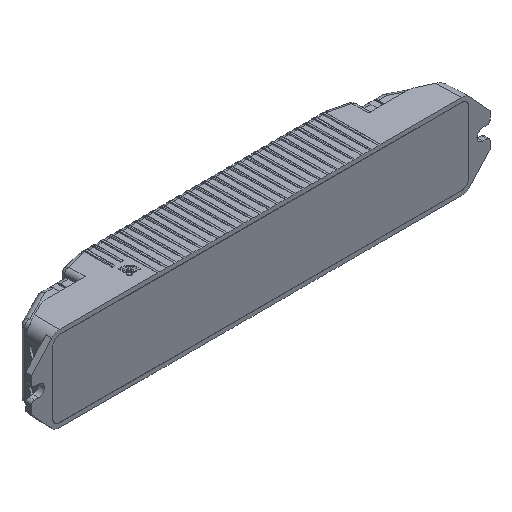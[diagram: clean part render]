
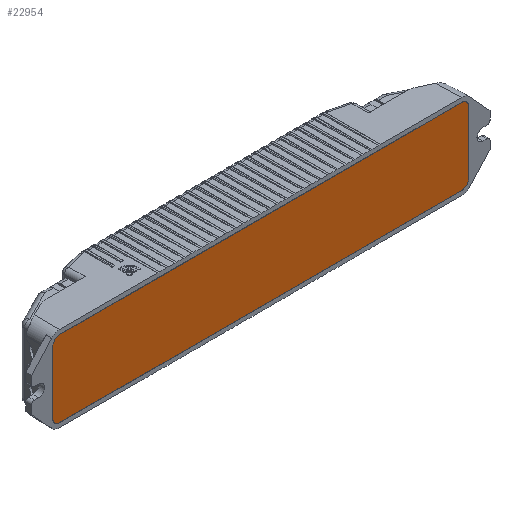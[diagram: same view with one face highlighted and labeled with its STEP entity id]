
A CAD part, isometric view. The second image highlights one B-rep face of the part: STEP entity #22954.
In plain terms, the highlighted planar face has unit normal (0, -1, 0).
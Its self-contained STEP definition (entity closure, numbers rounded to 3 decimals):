
#10194 = CARTESIAN_POINT ( 'NONE',  ( 73.45, 0., 13.45 ) ) ;
#10196 = LINE ( 'NONE', #10194, #11222 ) ;
#10197 = CARTESIAN_POINT ( 'NONE',  ( -73.45, 0., 10.95 ) ) ;
#11172 = DIRECTION ( 'NONE',  ( 0., 0., -1. ) ) ;
#11185 = CARTESIAN_POINT ( 'NONE',  ( 73.45, 0., 10.95 ) ) ;
#11196 = CARTESIAN_POINT ( 'NONE',  ( 73.45, 0., -10.95 ) ) ;
#11222 = VECTOR ( 'NONE', #11172, 1000. ) ;
#11281 =( BOUNDED_CURVE ( )  B_SPLINE_CURVE ( 3, ( #11382, #11380, #11378, #11376 ),
 .UNSPECIFIED., .F., .T. ) 
 B_SPLINE_CURVE_WITH_KNOTS ( ( 4, 4 ),
 ( 5.498, 7.068 ),
 .UNSPECIFIED. ) 
 CURVE ( )  GEOMETRIC_REPRESENTATION_ITEM ( )  RATIONAL_B_SPLINE_CURVE ( ( 1., 0.805, 0.805, 1. ) ) 
 REPRESENTATION_ITEM ( '' )  );
#11292 = CARTESIAN_POINT ( 'NONE',  ( -73.45, 0., -10.95 ) ) ;
#11299 = DIRECTION ( 'NONE',  ( 0., -1., 0. ) ) ;
#11301 = CARTESIAN_POINT ( 'NONE',  ( 0., 0., 0. ) ) ;
#11309 = CARTESIAN_POINT ( 'NONE',  ( 70.95, 0., 13.45 ) ) ;
#11310 = CARTESIAN_POINT ( 'NONE',  ( 72.415, 0., 13.45 ) ) ;
#11312 = CARTESIAN_POINT ( 'NONE',  ( 73.45, 0., 12.415 ) ) ;
#11314 = CARTESIAN_POINT ( 'NONE',  ( 73.45, 0., 10.95 ) ) ;
#11321 = AXIS2_PLACEMENT_3D ( 'NONE', #11301, #11299, #11395 ) ;
#11323 =( BOUNDED_CURVE ( )  B_SPLINE_CURVE ( 3, ( #11314, #11312, #11310, #11309 ),
 .UNSPECIFIED., .F., .T. ) 
 B_SPLINE_CURVE_WITH_KNOTS ( ( 4, 4 ),
 ( 5.498, 7.068 ),
 .UNSPECIFIED. ) 
 CURVE ( )  GEOMETRIC_REPRESENTATION_ITEM ( )  RATIONAL_B_SPLINE_CURVE ( ( 1., 0.805, 0.805, 1. ) ) 
 REPRESENTATION_ITEM ( '' )  );
#11327 = PLANE ( 'NONE',  #11321 ) ;
#11336 = FACE_OUTER_BOUND ( 'NONE', #22953, .T. ) ;
#11353 = CARTESIAN_POINT ( 'NONE',  ( -70.95, 0., -13.45 ) ) ;
#11355 = CARTESIAN_POINT ( 'NONE',  ( -72.415, 0., -13.45 ) ) ;
#11356 = CARTESIAN_POINT ( 'NONE',  ( -73.45, 0., -12.415 ) ) ;
#11358 = CARTESIAN_POINT ( 'NONE',  ( -73.45, 0., -10.95 ) ) ;
#11368 =( BOUNDED_CURVE ( )  B_SPLINE_CURVE ( 3, ( #11358, #11356, #11355, #11353 ),
 .UNSPECIFIED., .F., .T. ) 
 B_SPLINE_CURVE_WITH_KNOTS ( ( 4, 4 ),
 ( 5.498, 7.068 ),
 .UNSPECIFIED. ) 
 CURVE ( )  GEOMETRIC_REPRESENTATION_ITEM ( )  RATIONAL_B_SPLINE_CURVE ( ( 1., 0.805, 0.805, 1. ) ) 
 REPRESENTATION_ITEM ( '' )  );
#11376 = CARTESIAN_POINT ( 'NONE',  ( -73.45, 0., 10.95 ) ) ;
#11378 = CARTESIAN_POINT ( 'NONE',  ( -73.45, 0., 12.415 ) ) ;
#11380 = CARTESIAN_POINT ( 'NONE',  ( -72.415, 0., 13.45 ) ) ;
#11382 = CARTESIAN_POINT ( 'NONE',  ( -70.95, 0., 13.45 ) ) ;
#11395 = DIRECTION ( 'NONE',  ( 0., 0., -1. ) ) ;
#11441 = CARTESIAN_POINT ( 'NONE',  ( 73.45, 0., -10.95 ) ) ;
#11443 = CARTESIAN_POINT ( 'NONE',  ( 73.45, 0., -12.415 ) ) ;
#11445 = CARTESIAN_POINT ( 'NONE',  ( 72.415, 0., -13.45 ) ) ;
#11447 = CARTESIAN_POINT ( 'NONE',  ( 70.95, 0., -13.45 ) ) ;
#11455 =( BOUNDED_CURVE ( )  B_SPLINE_CURVE ( 3, ( #11447, #11445, #11443, #11441 ),
 .UNSPECIFIED., .F., .T. ) 
 B_SPLINE_CURVE_WITH_KNOTS ( ( 4, 4 ),
 ( 5.498, 7.068 ),
 .UNSPECIFIED. ) 
 CURVE ( )  GEOMETRIC_REPRESENTATION_ITEM ( )  RATIONAL_B_SPLINE_CURVE ( ( 1., 0.805, 0.805, 1. ) ) 
 REPRESENTATION_ITEM ( '' )  );
#18273 = VERTEX_POINT ( 'NONE', #41336 ) ;
#18277 = EDGE_CURVE ( 'NONE', #18344, #18273, #41332, .T. ) ;
#18309 = EDGE_CURVE ( 'NONE', #18357, #18353, #41407, .T. ) ;
#18344 = VERTEX_POINT ( 'NONE', #41458 ) ;
#18353 = VERTEX_POINT ( 'NONE', #41487 ) ;
#18357 = VERTEX_POINT ( 'NONE', #41485 ) ;
#22901 = VERTEX_POINT ( 'NONE', #11196 ) ;
#22903 = VERTEX_POINT ( 'NONE', #11185 ) ;
#22905 = EDGE_CURVE ( 'NONE', #22903, #22901, #10196, .T. ) ;
#22912 = EDGE_CURVE ( 'NONE', #22920, #22914, #34225, .T. ) ;
#22914 = VERTEX_POINT ( 'NONE', #10197 ) ;
#22920 = VERTEX_POINT ( 'NONE', #11292 ) ;
#22942 = ORIENTED_EDGE ( 'NONE', *, *, #22962, .T. ) ;
#22951 = EDGE_CURVE ( 'NONE', #22903, #18273, #11323, .T. ) ;
#22953 = EDGE_LOOP ( 'NONE', ( #22956, #22958, #22961, #22960, #22959, #22964, #22963, #22942 ) ) ;
#22954 = ADVANCED_FACE ( 'NONE', ( #11336 ), #11327, .T. ) ;
#22955 = EDGE_CURVE ( 'NONE', #18344, #22914, #11281, .T. ) ;
#22956 = ORIENTED_EDGE ( 'NONE', *, *, #22905, .F. ) ;
#22957 = EDGE_CURVE ( 'NONE', #22920, #18353, #11368, .T. ) ;
#22958 = ORIENTED_EDGE ( 'NONE', *, *, #22951, .T. ) ;
#22959 = ORIENTED_EDGE ( 'NONE', *, *, #22912, .F. ) ;
#22960 = ORIENTED_EDGE ( 'NONE', *, *, #22955, .T. ) ;
#22961 = ORIENTED_EDGE ( 'NONE', *, *, #18277, .F. ) ;
#22962 = EDGE_CURVE ( 'NONE', #18357, #22901, #11455, .T. ) ;
#22963 = ORIENTED_EDGE ( 'NONE', *, *, #18309, .F. ) ;
#22964 = ORIENTED_EDGE ( 'NONE', *, *, #22957, .T. ) ;
#34224 = CARTESIAN_POINT ( 'NONE',  ( -73.45, 0., 13.45 ) ) ;
#34225 = LINE ( 'NONE', #34224, #34403 ) ;
#34402 = DIRECTION ( 'NONE',  ( 0., 0., 1. ) ) ;
#34403 = VECTOR ( 'NONE', #34402, 1000. ) ;
#41324 = DIRECTION ( 'NONE',  ( 1., 0., 0. ) ) ;
#41325 = VECTOR ( 'NONE', #41324, 1000. ) ;
#41326 = CARTESIAN_POINT ( 'NONE',  ( -73.45, 0., 13.45 ) ) ;
#41332 = LINE ( 'NONE', #41326, #41325 ) ;
#41336 = CARTESIAN_POINT ( 'NONE',  ( 70.95, 0., 13.45 ) ) ;
#41404 = DIRECTION ( 'NONE',  ( -1., 0., 0. ) ) ;
#41405 = VECTOR ( 'NONE', #41404, 1000. ) ;
#41406 = CARTESIAN_POINT ( 'NONE',  ( -73.45, 0., -13.45 ) ) ;
#41407 = LINE ( 'NONE', #41406, #41405 ) ;
#41458 = CARTESIAN_POINT ( 'NONE',  ( -70.95, 0., 13.45 ) ) ;
#41485 = CARTESIAN_POINT ( 'NONE',  ( 70.95, 0., -13.45 ) ) ;
#41487 = CARTESIAN_POINT ( 'NONE',  ( -70.95, 0., -13.45 ) ) ;
